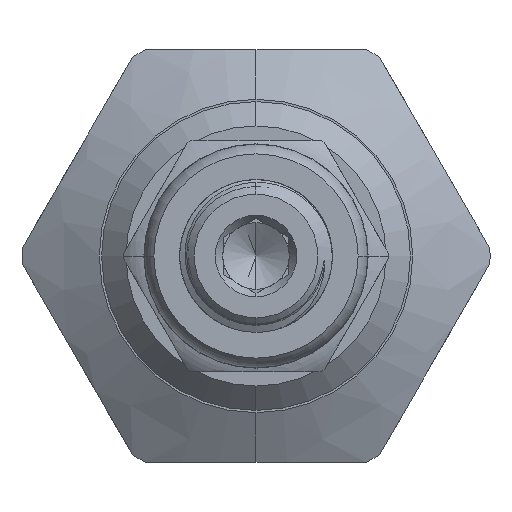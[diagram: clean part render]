
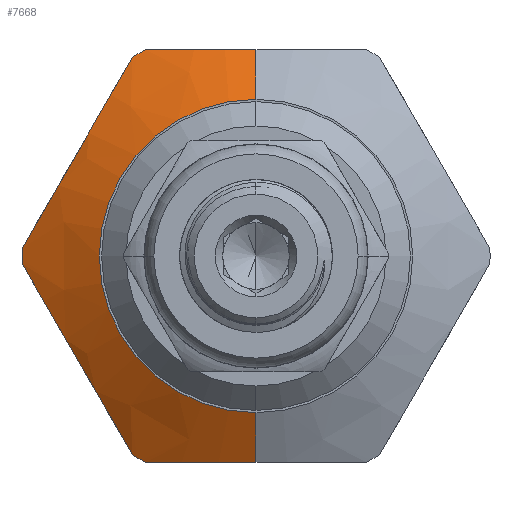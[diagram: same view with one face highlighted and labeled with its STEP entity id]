
A CAD part, left-side view. The second image highlights one B-rep face of the part: STEP entity #7668.
In plain terms, the highlighted conical face has half-angle 60 degrees and reference radius 14.4 mm.
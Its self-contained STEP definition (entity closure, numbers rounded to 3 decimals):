
#66 = CARTESIAN_POINT ( 'NONE',  ( 14.202, 4.574, 12.7 ) ) ;
#346 = ORIENTED_EDGE ( 'NONE', *, *, #5311, .T. ) ;
#508 = DIRECTION ( 'NONE',  ( -1., 0., 0. ) ) ;
#762 = VERTEX_POINT ( 'NONE', #15712 ) ;
#849 = CARTESIAN_POINT ( 'NONE',  ( 14.748, 14.392, 0.472 ) ) ;
#889 = AXIS2_PLACEMENT_3D ( 'NONE', #12472, #10058, #15041 ) ;
#996 = CARTESIAN_POINT ( 'NONE',  ( 14.748, 7.605, 12.228 ) ) ;
#1090 = LINE ( 'NONE', #13829, #8340 ) ;
#1268 = EDGE_CURVE ( 'NONE', #2204, #9145, #7697, .T. ) ;
#1497 = VECTOR ( 'NONE', #15003, 1000. ) ;
#1590 = B_SPLINE_CURVE_WITH_KNOTS ( 'NONE', 3,
 ( #9557, #4773, #10863, #10768, #4822, #9601, #14524, #5868, #5814, #13248, #7094, #15607 ),
 .UNSPECIFIED., .F., .F.,
 ( 4, 2, 2, 2, 2, 4 ),
 ( 0., 0.003, 0.007, 0.009, 0.01, 0.014 ),
 .UNSPECIFIED. ) ;
#2204 = VERTEX_POINT ( 'NONE', #12643 ) ;
#2314 = CARTESIAN_POINT ( 'NONE',  ( 13.767, 0., 12.7 ) ) ;
#2409 = CARTESIAN_POINT ( 'NONE',  ( 14.449, 5.688, 12.7 ) ) ;
#2729 = CARTESIAN_POINT ( 'NONE',  ( 12., 0., -9.64 ) ) ;
#2793 = EDGE_CURVE ( 'NONE', #3214, #6231, #2809, .T. ) ;
#2809 = LINE ( 'NONE', #4119, #1497 ) ;
#2818 = FACE_OUTER_BOUND ( 'NONE', #9803, .T. ) ;
#3066 = DIRECTION ( 'NONE',  ( 0., 0., 1. ) ) ;
#3107 = ORIENTED_EDGE ( 'NONE', *, *, #9629, .T. ) ;
#3151 = VERTEX_POINT ( 'NONE', #14769 ) ;
#3214 = VERTEX_POINT ( 'NONE', #2729 ) ;
#3615 = CARTESIAN_POINT ( 'NONE',  ( 13.878, 2.296, 12.7 ) ) ;
#3729 = EDGE_CURVE ( 'NONE', #14165, #3151, #3940, .T. ) ;
#3814 = EDGE_CURVE ( 'NONE', #6231, #9145, #5163, .T. ) ;
#3940 = B_SPLINE_CURVE_WITH_KNOTS ( 'NONE', 3,
 ( #7366, #2409, #66, #5921, #3615, #10976, #4832, #2314 ),
 .UNSPECIFIED., .F., .F.,
 ( 4, 2, 2, 4 ),
 ( 0.034, 0.037, 0.039, 0.041 ),
 .UNSPECIFIED. ) ;
#4115 = CARTESIAN_POINT ( 'NONE',  ( 14.748, 0., 0. ) ) ;
#4119 = CARTESIAN_POINT ( 'NONE',  ( 14.748, 0., -14.4 ) ) ;
#4172 = DIRECTION ( 'NONE',  ( 1., 0., 0. ) ) ;
#4625 = CARTESIAN_POINT ( 'NONE',  ( 13.766, 10.722, 6.83 ) ) ;
#4722 = CARTESIAN_POINT ( 'NONE',  ( 13.767, 0., -12.7 ) ) ;
#4773 = CARTESIAN_POINT ( 'NONE',  ( 14.446, 8.16, -11.266 ) ) ;
#4822 = CARTESIAN_POINT ( 'NONE',  ( 13.768, 10.414, -7.362 ) ) ;
#4832 = CARTESIAN_POINT ( 'NONE',  ( 13.767, 0.572, 12.7 ) ) ;
#5055 = VERTEX_POINT ( 'NONE', #11024 ) ;
#5163 = B_SPLINE_CURVE_WITH_KNOTS ( 'NONE', 3,
 ( #9657, #14481, #11990, #7211, #6017, #8589, #8432, #8537 ),
 .UNSPECIFIED., .F., .F.,
 ( 4, 2, 2, 4 ),
 ( 0.02, 0.022, 0.024, 0.027 ),
 .UNSPECIFIED. ) ;
#5231 = DIRECTION ( 'NONE',  ( 0., 0., -1. ) ) ;
#5238 = DIRECTION ( 'NONE',  ( -1., 0., 0. ) ) ;
#5311 = EDGE_CURVE ( 'NONE', #8671, #5055, #6650, .T. ) ;
#5343 = AXIS2_PLACEMENT_3D ( 'NONE', #4115, #4172, #5231 ) ;
#5468 = AXIS2_PLACEMENT_3D ( 'NONE', #10861, #15758, #5867 ) ;
#5814 = CARTESIAN_POINT ( 'NONE',  ( 13.943, 12.424, -3.881 ) ) ;
#5867 = DIRECTION ( 'NONE',  ( 0., 0., 1. ) ) ;
#5868 = CARTESIAN_POINT ( 'NONE',  ( 13.877, 12.139, -4.375 ) ) ;
#5921 = CARTESIAN_POINT ( 'NONE',  ( 13.945, 2.871, 12.7 ) ) ;
#5960 = CARTESIAN_POINT ( 'NONE',  ( 13.86, 12.151, 4.354 ) ) ;
#6009 = CARTESIAN_POINT ( 'NONE',  ( 14.445, 8.161, 11.265 ) ) ;
#6017 = CARTESIAN_POINT ( 'NONE',  ( 13.945, 2.871, -12.7 ) ) ;
#6231 = VERTEX_POINT ( 'NONE', #4722 ) ;
#6273 = ORIENTED_EDGE ( 'NONE', *, *, #8939, .T. ) ;
#6496 = DIRECTION ( 'NONE',  ( 0., 0., 1. ) ) ;
#6555 = ORIENTED_EDGE ( 'NONE', *, *, #6882, .F. ) ;
#6650 = CIRCLE ( 'NONE', #889, 14.4 ) ;
#6882 = EDGE_CURVE ( 'NONE', #8671, #762, #11387, .T. ) ;
#6894 = EDGE_CURVE ( 'NONE', #2204, #5055, #1590, .T. ) ;
#6998 = CIRCLE ( 'NONE', #5468, 14.4 ) ;
#7094 = CARTESIAN_POINT ( 'NONE',  ( 14.445, 13.836, -1.435 ) ) ;
#7193 = CONICAL_SURFACE ( 'NONE', #5343, 14.4, 1.047 ) ;
#7211 = CARTESIAN_POINT ( 'NONE',  ( 13.878, 2.296, -12.7 ) ) ;
#7366 = CARTESIAN_POINT ( 'NONE',  ( 14.748, 6.787, 12.7 ) ) ;
#7668 = ADVANCED_FACE ( 'NONE', ( #2818 ), #7193, .T. ) ;
#7697 = CIRCLE ( 'NONE', #10831, 14.4 ) ;
#8181 = ORIENTED_EDGE ( 'NONE', *, *, #3729, .F. ) ;
#8284 = CARTESIAN_POINT ( 'NONE',  ( 14.446, 13.837, 1.434 ) ) ;
#8340 = VECTOR ( 'NONE', #9182, 1000. ) ;
#8428 = CARTESIAN_POINT ( 'NONE',  ( 13.877, 9.858, 8.325 ) ) ;
#8432 = CARTESIAN_POINT ( 'NONE',  ( 14.449, 5.688, -12.7 ) ) ;
#8465 = ORIENTED_EDGE ( 'NONE', *, *, #6894, .F. ) ;
#8537 = CARTESIAN_POINT ( 'NONE',  ( 14.748, 6.787, -12.7 ) ) ;
#8589 = CARTESIAN_POINT ( 'NONE',  ( 14.202, 4.574, -12.7 ) ) ;
#8671 = VERTEX_POINT ( 'NONE', #849 ) ;
#8939 = EDGE_CURVE ( 'NONE', #14165, #762, #6998, .T. ) ;
#9071 = ORIENTED_EDGE ( 'NONE', *, *, #1268, .T. ) ;
#9138 = CARTESIAN_POINT ( 'NONE',  ( 14.748, 0., 0. ) ) ;
#9145 = VERTEX_POINT ( 'NONE', #9867 ) ;
#9182 = DIRECTION ( 'NONE',  ( 0.5, 0., 0.866 ) ) ;
#9508 = CARTESIAN_POINT ( 'NONE',  ( 13.768, 11.583, 5.338 ) ) ;
#9557 = CARTESIAN_POINT ( 'NONE',  ( 14.748, 7.605, -12.228 ) ) ;
#9601 = CARTESIAN_POINT ( 'NONE',  ( 13.766, 11.275, -5.87 ) ) ;
#9629 = EDGE_CURVE ( 'NONE', #14622, #3151, #1090, .T. ) ;
#9649 = CARTESIAN_POINT ( 'NONE',  ( 13.943, 9.573, 8.819 ) ) ;
#9657 = CARTESIAN_POINT ( 'NONE',  ( 13.767, 0., -12.7 ) ) ;
#9803 = EDGE_LOOP ( 'NONE', ( #9870, #3107, #8181, #6273, #6555, #346, #8465, #9071, #14183, #13237 ) ) ;
#9867 = CARTESIAN_POINT ( 'NONE',  ( 14.748, 6.787, -12.7 ) ) ;
#9870 = ORIENTED_EDGE ( 'NONE', *, *, #11825, .F. ) ;
#10058 = DIRECTION ( 'NONE',  ( -1., 0., 0. ) ) ;
#10714 = CARTESIAN_POINT ( 'NONE',  ( 14.199, 13.278, 2.402 ) ) ;
#10768 = CARTESIAN_POINT ( 'NONE',  ( 13.86, 9.846, -8.346 ) ) ;
#10831 = AXIS2_PLACEMENT_3D ( 'NONE', #9138, #508, #6496 ) ;
#10861 = CARTESIAN_POINT ( 'NONE',  ( 14.748, 0., 0. ) ) ;
#10863 = CARTESIAN_POINT ( 'NONE',  ( 14.199, 8.719, -10.298 ) ) ;
#10976 = CARTESIAN_POINT ( 'NONE',  ( 13.789, 1.146, 12.7 ) ) ;
#11024 = CARTESIAN_POINT ( 'NONE',  ( 14.748, 14.392, -0.472 ) ) ;
#11387 = B_SPLINE_CURVE_WITH_KNOTS ( 'NONE', 3,
 ( #14317, #8284, #10714, #5960, #9508, #4625, #15700, #8428, #9649, #13308, #6009, #996 ),
 .UNSPECIFIED., .F., .F.,
 ( 4, 2, 2, 2, 2, 4 ),
 ( 0., 0.003, 0.007, 0.009, 0.01, 0.014 ),
 .UNSPECIFIED. ) ;
#11825 = EDGE_CURVE ( 'NONE', #14622, #3214, #12644, .T. ) ;
#11917 = AXIS2_PLACEMENT_3D ( 'NONE', #13962, #5238, #3066 ) ;
#11990 = CARTESIAN_POINT ( 'NONE',  ( 13.789, 1.146, -12.7 ) ) ;
#12472 = CARTESIAN_POINT ( 'NONE',  ( 14.748, 0., 0. ) ) ;
#12643 = CARTESIAN_POINT ( 'NONE',  ( 14.748, 7.605, -12.228 ) ) ;
#12644 = CIRCLE ( 'NONE', #11917, 9.64 ) ;
#12952 = CARTESIAN_POINT ( 'NONE',  ( 12., 0., 9.64 ) ) ;
#13237 = ORIENTED_EDGE ( 'NONE', *, *, #2793, .F. ) ;
#13248 = CARTESIAN_POINT ( 'NONE',  ( 14.198, 13.275, -2.407 ) ) ;
#13308 = CARTESIAN_POINT ( 'NONE',  ( 14.198, 8.722, 10.293 ) ) ;
#13829 = CARTESIAN_POINT ( 'NONE',  ( 14.748, 0., 14.4 ) ) ;
#13962 = CARTESIAN_POINT ( 'NONE',  ( 12., 0., 0. ) ) ;
#14165 = VERTEX_POINT ( 'NONE', #14340 ) ;
#14183 = ORIENTED_EDGE ( 'NONE', *, *, #3814, .F. ) ;
#14317 = CARTESIAN_POINT ( 'NONE',  ( 14.748, 14.392, 0.472 ) ) ;
#14340 = CARTESIAN_POINT ( 'NONE',  ( 14.748, 6.787, 12.7 ) ) ;
#14481 = CARTESIAN_POINT ( 'NONE',  ( 13.767, 0.572, -12.7 ) ) ;
#14524 = CARTESIAN_POINT ( 'NONE',  ( 13.788, 11.565, -5.369 ) ) ;
#14622 = VERTEX_POINT ( 'NONE', #12952 ) ;
#14769 = CARTESIAN_POINT ( 'NONE',  ( 13.767, 0., 12.7 ) ) ;
#15003 = DIRECTION ( 'NONE',  ( 0.5, 0., -0.866 ) ) ;
#15041 = DIRECTION ( 'NONE',  ( 0., 0., 1. ) ) ;
#15607 = CARTESIAN_POINT ( 'NONE',  ( 14.748, 14.392, -0.472 ) ) ;
#15700 = CARTESIAN_POINT ( 'NONE',  ( 13.788, 10.432, 7.331 ) ) ;
#15712 = CARTESIAN_POINT ( 'NONE',  ( 14.748, 7.605, 12.228 ) ) ;
#15758 = DIRECTION ( 'NONE',  ( -1., 0., 0. ) ) ;
